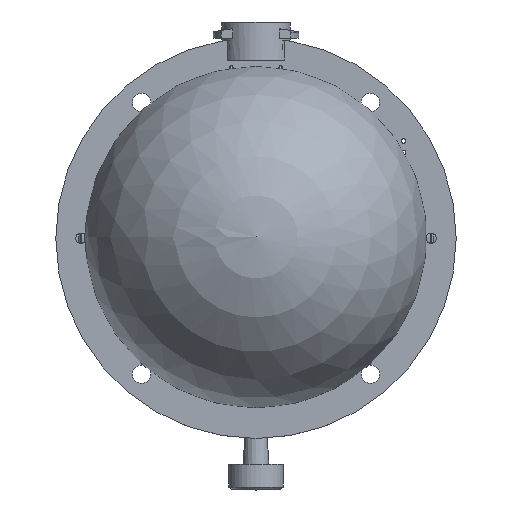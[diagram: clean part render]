
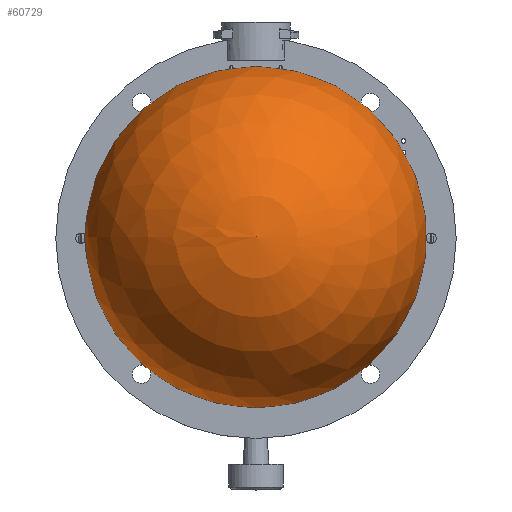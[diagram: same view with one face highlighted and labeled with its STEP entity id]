
A CAD part, top view. The second image highlights one B-rep face of the part: STEP entity #60729.
In plain terms, the highlighted spherical face has radius 30 mm.
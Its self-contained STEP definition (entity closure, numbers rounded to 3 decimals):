
#17=SPHERICAL_SURFACE('',#65820,30.);
#8322=FACE_OUTER_BOUND('',#11163,.T.);
#11163=EDGE_LOOP('',(#57343,#57344,#57345,#57346));
#12955=CIRCLE('',#65802,24.255);
#12958=CIRCLE('',#65805,24.255);
#12969=CIRCLE('',#65821,30.);
#33880=VERTEX_POINT('',#181800);
#33881=VERTEX_POINT('',#181801);
#33890=VERTEX_POINT('',#181884);
#42965=EDGE_CURVE('',#33880,#33881,#12955,.T.);
#42968=EDGE_CURVE('',#33881,#33880,#12958,.T.);
#42980=EDGE_CURVE('',#33890,#33880,#12969,.T.);
#57343=ORIENTED_EDGE('',*,*,#42965,.F.);
#57344=ORIENTED_EDGE('',*,*,#42980,.F.);
#57345=ORIENTED_EDGE('',*,*,#42980,.T.);
#57346=ORIENTED_EDGE('',*,*,#42968,.F.);
#60729=ADVANCED_FACE('',(#8322),#17,.T.);
#65802=AXIS2_PLACEMENT_3D('',#181802,#81604,#81605);
#65805=AXIS2_PLACEMENT_3D('',#181806,#81610,#81611);
#65820=AXIS2_PLACEMENT_3D('',#181883,#81641,#81642);
#65821=AXIS2_PLACEMENT_3D('',#181885,#81643,#81644);
#81604=DIRECTION('center_axis',(0.,0.,-1.));
#81605=DIRECTION('ref_axis',(1.,0.,0.));
#81610=DIRECTION('center_axis',(0.,0.,-1.));
#81611=DIRECTION('ref_axis',(1.,0.,0.));
#81641=DIRECTION('center_axis',(0.,0.,1.));
#81642=DIRECTION('ref_axis',(1.,0.,0.));
#81643=DIRECTION('center_axis',(0.,-1.,0.));
#81644=DIRECTION('ref_axis',(-1.,0.,0.));
#181800=CARTESIAN_POINT('',(-24.255,0.,94.686));
#181801=CARTESIAN_POINT('',(24.255,0.,94.686));
#181802=CARTESIAN_POINT('Origin',(0.,0.,94.686));
#181806=CARTESIAN_POINT('Origin',(0.,0.,94.686));
#181883=CARTESIAN_POINT('Origin',(0.,0.,112.342));
#181884=CARTESIAN_POINT('',(0.,0.,
142.342));
#181885=CARTESIAN_POINT('Origin',(0.,0.,112.342));
